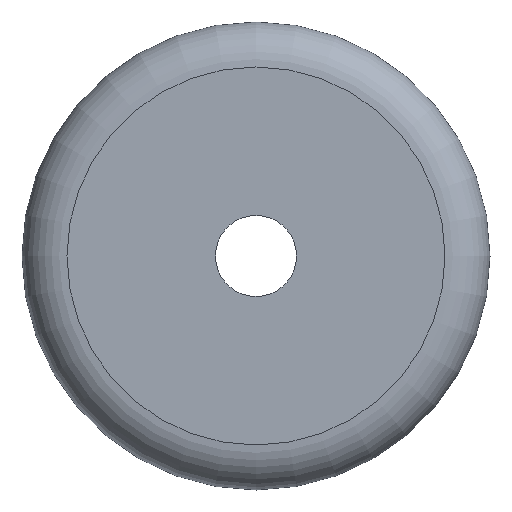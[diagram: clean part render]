
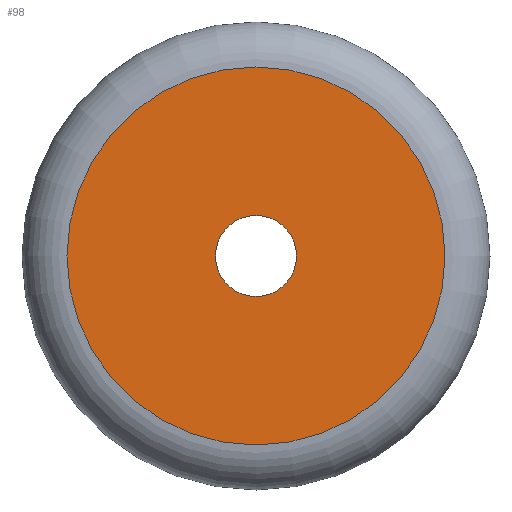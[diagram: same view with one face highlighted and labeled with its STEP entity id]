
A CAD part, front view. The second image highlights one B-rep face of the part: STEP entity #98.
In plain terms, the highlighted planar face has unit normal (0, -1, 0).
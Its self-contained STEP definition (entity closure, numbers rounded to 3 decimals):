
#16=FACE_BOUND('',#29,.T.);
#18=PLANE('',#123);
#22=FACE_OUTER_BOUND('',#28,.T.);
#28=EDGE_LOOP('',(#78));
#29=EDGE_LOOP('',(#79));
#41=CIRCLE('',#118,4.5);
#43=CIRCLE('',#121,21.);
#50=VERTEX_POINT('',#170);
#53=VERTEX_POINT('',#177);
#59=EDGE_CURVE('',#50,#50,#41,.T.);
#62=EDGE_CURVE('',#53,#53,#43,.T.);
#78=ORIENTED_EDGE('',*,*,#62,.T.);
#79=ORIENTED_EDGE('',*,*,#59,.T.);
#98=ADVANCED_FACE('',(#22,#16),#18,.F.);
#118=AXIS2_PLACEMENT_3D('',#172,#138,#139);
#121=AXIS2_PLACEMENT_3D('',#179,#145,#146);
#123=AXIS2_PLACEMENT_3D('',#181,#149,#150);
#138=DIRECTION('center_axis',(0.,1.,0.));
#139=DIRECTION('ref_axis',(-1.,0.,0.));
#145=DIRECTION('center_axis',(0.,-1.,0.));
#146=DIRECTION('ref_axis',(1.,0.,0.));
#149=DIRECTION('center_axis',(0.,1.,0.));
#150=DIRECTION('ref_axis',(1.,0.,0.));
#170=CARTESIAN_POINT('',(4.5,-1.,0.));
#172=CARTESIAN_POINT('Origin',(0.,-1.,0.));
#177=CARTESIAN_POINT('',(-21.,-1.,0.));
#179=CARTESIAN_POINT('Origin',(0.,-1.,0.));
#181=CARTESIAN_POINT('Origin',(0.,-1.,0.));
